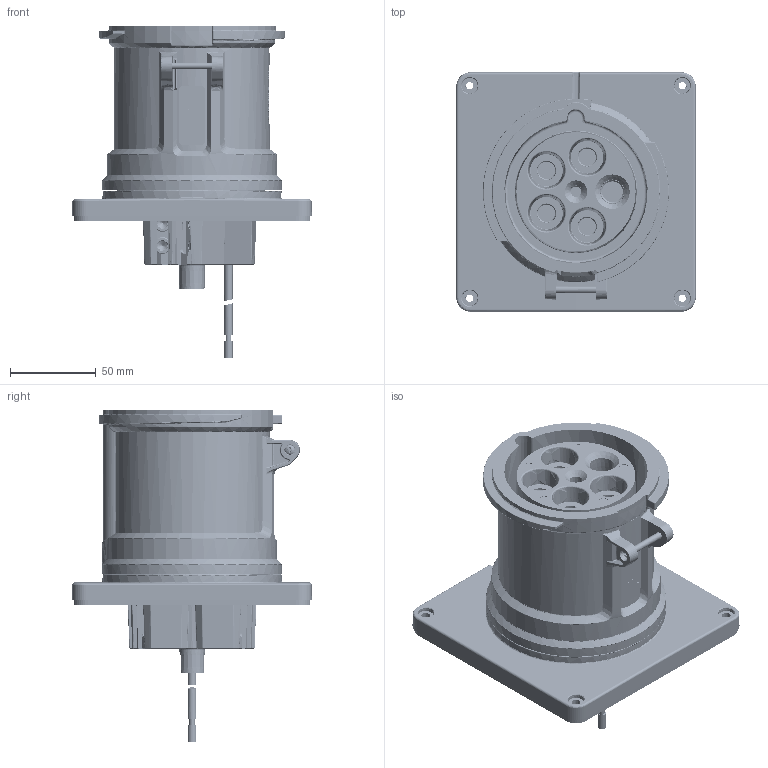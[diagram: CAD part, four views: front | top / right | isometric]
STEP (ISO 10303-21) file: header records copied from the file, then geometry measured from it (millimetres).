
FILE_DESCRIPTION (( 'STEP AP214' ), '1' );
FILE_NAME ('ORB6492-M09.STEP', '2023-02-09T15:58:53', ( '' ), ( '' ), 'SwSTEP 2.0', 'SolidWorks 2020', '' );
FILE_SCHEMA (( 'AUTOMOTIVE_DESIGN' ));
Length unit declared in the file: inch
Products named in the file (1): ORB6492-M09
Bounding box: 139.7 x 139.7 x 193.72 mm (x, y, z)
Volume: 664462.7 mm3; surface area: 298254.3 mm2
Topology: 24 solids, 36 shells, 6045 faces, 14763 edges, 8871 vertices
Faces by surface type: plane 1975, bspline 1738, cylinder 1435, cone 358, sphere 312, torus 227
Full cylindrical faces by diameter (mm): 0.762 x1, 2.261 x1, 2.286 x5, 2.362 x1, 2.539 x2, 3.302 x3, 3.969 x1, 3.988 x1, 4.318 x4, 4.775 x3, 5.105 x3, 5.334 x10, 5.461 x1, 5.563 x1, 6.05 x2, 7.066 x1, 8.331 x1, 9.921 x15, 10.084 x5, 11.1 x4, 11.354 x4, 12.09 x2, 12.54 x4, 13.106 x1, 14.54 x1, 86.36 x1, 87.884 x1, 93.218 x1, 101.6 x1
Entity records: 335186 total; most frequent: CARTESIAN_POINT 134322, ORIENTED_EDGE 28248, DIRECTION 21116, EDGE_CURVE 14124, VERTEX_POINT 8685, AXIS2_PLACEMENT_3D 7701, EDGE_LOOP 6673, FACE_OUTER_BOUND 6176
